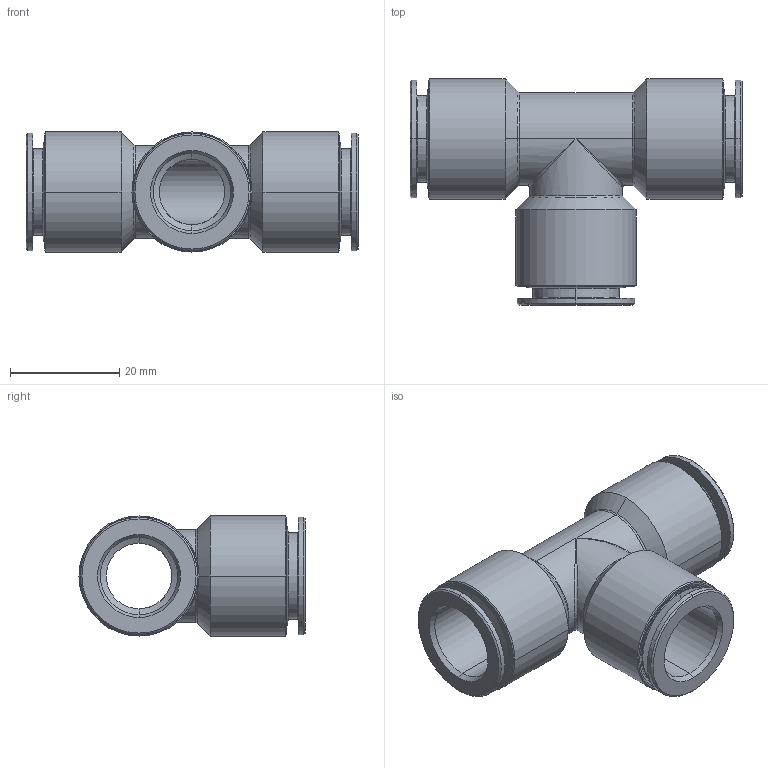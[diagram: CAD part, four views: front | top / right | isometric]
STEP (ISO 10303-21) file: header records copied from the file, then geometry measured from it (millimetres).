
FILE_DESCRIPTION (( 'STEP AP203' ), '1' );
FILE_NAME ('A0190070.STEP', '2009-04-07T12:59:25', ( 'UT1' ), ( 'sopra-pneumatic' ), 'SwSTEP 2.0', 'SolidWorks 2009', '' );
FILE_SCHEMA (( 'CONFIG_CONTROL_DESIGN' ));
Length unit declared in the file: millimetre
Products named in the file (1): A0190070
Bounding box: 60.8 x 41.4 x 22 mm (x, y, z)
Volume: 13586 mm3; surface area: 10423.2 mm2
Topology: 1 solids, 1 shells, 98 faces, 206 edges, 112 vertices
Faces by surface type: cone 42, cylinder 36, plane 10, torus 8, bspline 2
Entity records: 2787 total; most frequent: CARTESIAN_POINT 591, DIRECTION 502, ORIENTED_EDGE 404, AXIS2_PLACEMENT_3D 211, EDGE_CURVE 202, CIRCLE 114, VERTEX_POINT 112, EDGE_LOOP 108
